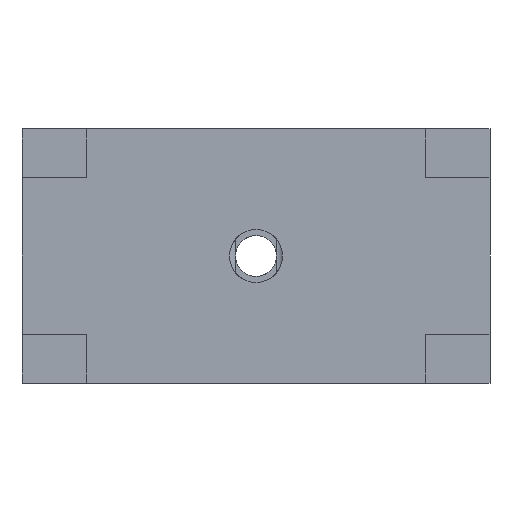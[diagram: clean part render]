
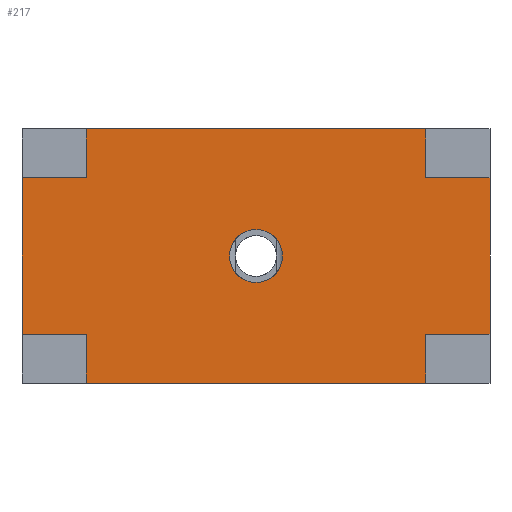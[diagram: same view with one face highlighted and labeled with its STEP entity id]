
A CAD part, front view. The second image highlights one B-rep face of the part: STEP entity #217.
In plain terms, the highlighted planar face has unit normal (0, -1, 0).
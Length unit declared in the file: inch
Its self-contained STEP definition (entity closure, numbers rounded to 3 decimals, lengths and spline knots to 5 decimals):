
#165=FACE_BOUND('',#420,.T.);
#166=FACE_BOUND('',#421,.T.);
#217=ADVANCED_FACE('',(#165,#166),#305,.T.);
#305=PLANE('',#1675);
#420=EDGE_LOOP('',(#679));
#421=EDGE_LOOP('',(#680,#681,#682,#683,#684,#685,#686,#687,#688,#689,#690,
#691));
#514=CIRCLE('',#1674,0.13);
#679=ORIENTED_EDGE('',*,*,#1255,.F.);
#680=ORIENTED_EDGE('',*,*,#1244,.F.);
#681=ORIENTED_EDGE('',*,*,#1256,.F.);
#682=ORIENTED_EDGE('',*,*,#1235,.F.);
#683=ORIENTED_EDGE('',*,*,#1257,.T.);
#684=ORIENTED_EDGE('',*,*,#1239,.F.);
#685=ORIENTED_EDGE('',*,*,#1258,.T.);
#686=ORIENTED_EDGE('',*,*,#1247,.T.);
#687=ORIENTED_EDGE('',*,*,#1259,.T.);
#688=ORIENTED_EDGE('',*,*,#1260,.T.);
#689=ORIENTED_EDGE('',*,*,#1261,.F.);
#690=ORIENTED_EDGE('',*,*,#1249,.T.);
#691=ORIENTED_EDGE('',*,*,#1262,.F.);
#1091=VERTEX_POINT('',#2447);
#1092=VERTEX_POINT('',#2449);
#1095=VERTEX_POINT('',#2457);
#1096=VERTEX_POINT('',#2458);
#1099=VERTEX_POINT('',#2466);
#1100=VERTEX_POINT('',#2468);
#1101=VERTEX_POINT('',#2472);
#1102=VERTEX_POINT('',#2474);
#1103=VERTEX_POINT('',#2478);
#1104=VERTEX_POINT('',#2479);
#1107=VERTEX_POINT('',#2490);
#1108=VERTEX_POINT('',#2495);
#1109=VERTEX_POINT('',#2497);
#1235=EDGE_CURVE('',#1091,#1092,#1438,.T.);
#1239=EDGE_CURVE('',#1095,#1096,#1442,.T.);
#1244=EDGE_CURVE('',#1099,#1100,#1447,.T.);
#1247=EDGE_CURVE('',#1102,#1101,#1450,.T.);
#1249=EDGE_CURVE('',#1103,#1104,#1452,.T.);
#1255=EDGE_CURVE('',#1107,#1107,#514,.T.);
#1256=EDGE_CURVE('',#1092,#1099,#1458,.T.);
#1257=EDGE_CURVE('',#1091,#1096,#1459,.T.);
#1258=EDGE_CURVE('',#1095,#1102,#1460,.T.);
#1259=EDGE_CURVE('',#1101,#1108,#1461,.T.);
#1260=EDGE_CURVE('',#1108,#1109,#1462,.T.);
#1261=EDGE_CURVE('',#1103,#1109,#1463,.T.);
#1262=EDGE_CURVE('',#1100,#1104,#1464,.T.);
#1438=LINE('',#2448,#1572);
#1442=LINE('',#2456,#1576);
#1447=LINE('',#2467,#1581);
#1450=LINE('',#2473,#1584);
#1452=LINE('',#2477,#1586);
#1458=LINE('',#2491,#1592);
#1459=LINE('',#2492,#1593);
#1460=LINE('',#2493,#1594);
#1461=LINE('',#2494,#1595);
#1462=LINE('',#2496,#1596);
#1463=LINE('',#2498,#1597);
#1464=LINE('',#2499,#1598);
#1572=VECTOR('',#1922,1.);
#1576=VECTOR('',#1928,1.);
#1581=VECTOR('',#1935,1.);
#1584=VECTOR('',#1940,1.);
#1586=VECTOR('',#1944,1.);
#1592=VECTOR('',#1956,1.);
#1593=VECTOR('',#1957,1.);
#1594=VECTOR('',#1958,1.);
#1595=VECTOR('',#1959,1.);
#1596=VECTOR('',#1960,1.);
#1597=VECTOR('',#1961,1.);
#1598=VECTOR('',#1962,1.);
#1674=AXIS2_PLACEMENT_3D('',#2489,#1954,#1955);
#1675=AXIS2_PLACEMENT_3D('',#2500,#1963,#1964);
#1922=DIRECTION('',(0.,0.,1.));
#1928=DIRECTION('',(0.,0.,1.));
#1935=DIRECTION('',(0.,0.,1.));
#1940=DIRECTION('',(0.,0.,1.));
#1944=DIRECTION('',(0.,0.,1.));
#1954=DIRECTION('',(0.,-1.,0.));
#1955=DIRECTION('',(1.,0.,0.));
#1956=DIRECTION('',(1.,0.,0.));
#1957=DIRECTION('',(1.,0.,0.));
#1958=DIRECTION('',(1.,0.,0.));
#1959=DIRECTION('',(1.,0.,0.));
#1960=DIRECTION('',(0.,0.,1.));
#1961=DIRECTION('',(1.,0.,0.));
#1962=DIRECTION('',(1.,0.,0.));
#1963=DIRECTION('',(0.,-1.,0.));
#1964=DIRECTION('',(1.,0.,0.));
#2447=CARTESIAN_POINT('',(16.18,-0.79,10.365));
#2448=CARTESIAN_POINT('',(16.18,-0.79,10.365));
#2449=CARTESIAN_POINT('',(16.18,-0.79,11.135));
#2456=CARTESIAN_POINT('',(16.495,-0.79,10.125));
#2457=CARTESIAN_POINT('',(16.495,-0.79,10.125));
#2458=CARTESIAN_POINT('',(16.495,-0.79,10.365));
#2466=CARTESIAN_POINT('',(16.495,-0.79,11.135));
#2467=CARTESIAN_POINT('',(16.495,-0.79,10.125));
#2468=CARTESIAN_POINT('',(16.495,-0.79,11.375));
#2472=CARTESIAN_POINT('',(18.165,-0.79,10.365));
#2473=CARTESIAN_POINT('',(18.165,-0.79,10.125));
#2474=CARTESIAN_POINT('',(18.165,-0.79,10.125));
#2477=CARTESIAN_POINT('',(18.165,-0.79,10.125));
#2478=CARTESIAN_POINT('',(18.165,-0.79,11.135));
#2479=CARTESIAN_POINT('',(18.165,-0.79,11.375));
#2489=CARTESIAN_POINT('',(17.33,-0.79,10.75));
#2490=CARTESIAN_POINT('',(17.46,-0.79,10.75));
#2491=CARTESIAN_POINT('',(18.48,-0.79,11.135));
#2492=CARTESIAN_POINT('',(18.48,-0.79,10.365));
#2493=CARTESIAN_POINT('',(16.495,-0.79,10.125));
#2494=CARTESIAN_POINT('',(18.48,-0.79,10.365));
#2495=CARTESIAN_POINT('',(18.48,-0.79,10.365));
#2496=CARTESIAN_POINT('',(18.48,-0.79,10.365));
#2497=CARTESIAN_POINT('',(18.48,-0.79,11.135));
#2498=CARTESIAN_POINT('',(18.48,-0.79,11.135));
#2499=CARTESIAN_POINT('',(16.495,-0.79,11.375));
#2500=CARTESIAN_POINT('',(16.495,-0.79,10.125));
